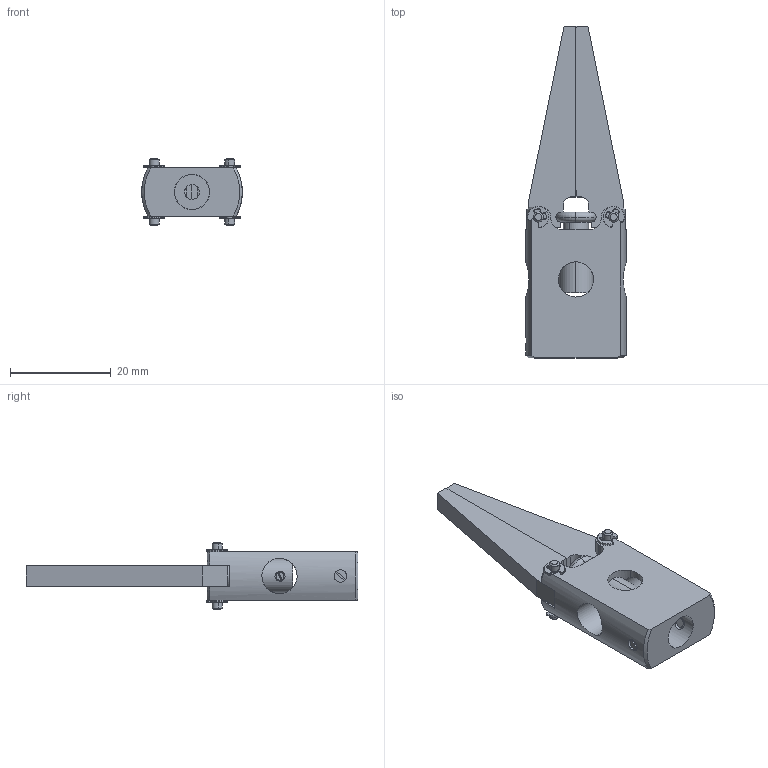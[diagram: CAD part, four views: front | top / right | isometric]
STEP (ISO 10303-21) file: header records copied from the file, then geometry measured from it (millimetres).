
FILE_DESCRIPTION(('CATIA V5 STEP Exchange'),'2;1');
FILE_NAME('PGWMSL(OM).stp','2016-05-30T09:32:44+00:00',('none'),('none'),'CATIA Version 5 Release 20 SP 7 (IN-10)','CATIA V5 STEP AP203','none');
FILE_SCHEMA(('CONFIG_CONTROL_DESIGN'));
Length unit declared in the file: millimetre
Products named in the file (1): PGWMSL(OM)
Assembly tree (18 placements, depth 2):
  PGWMSL(OM)
    #58  x2
    #585  x2
    #1544
    #2160
    #4292  x4
    #4506  x2
    #4883  x2
    #5260  x4
Bounding box: 20 x 66 x 13.4 mm (x, y, z)
Volume: 5668.9 mm3; surface area: 5587.8 mm2
Topology: 18 solids, 18 shells, 416 faces, 1046 edges, 672 vertices
Faces by surface type: cylinder 190, plane 120, torus 76, cone 30
Entity records: 6435 total; most frequent: CARTESIAN_POINT 1526, ORIENTED_EDGE 1042, DIRECTION 813, EDGE_CURVE 521, AXIS2_PLACEMENT_3D 411, VERTEX_POINT 340, CIRCLE 231, EDGE_LOOP 229
